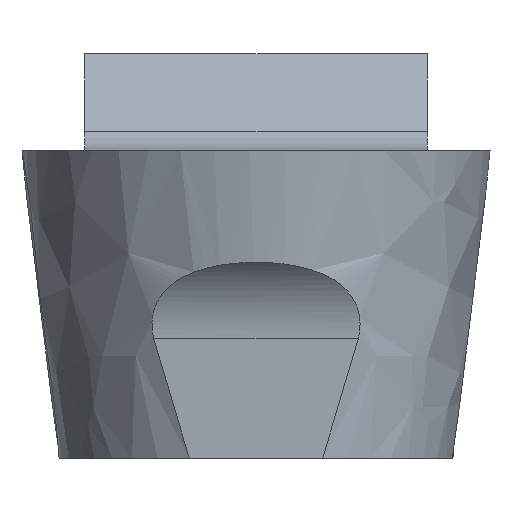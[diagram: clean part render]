
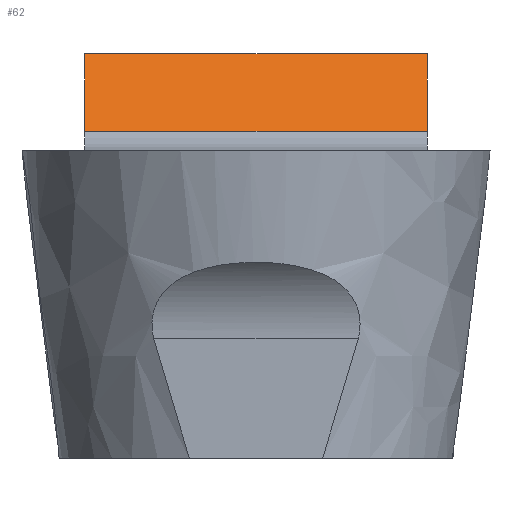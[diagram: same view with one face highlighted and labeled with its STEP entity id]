
A CAD part, front view. The second image highlights one B-rep face of the part: STEP entity #62.
In plain terms, the highlighted planar face has unit normal (0, -0.707, 0.707).
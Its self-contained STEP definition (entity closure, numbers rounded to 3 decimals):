
#62=ADVANCED_FACE('',(#108),#88,.F.);
#88=PLANE('',#599);
#108=FACE_OUTER_BOUND('',#136,.T.);
#136=EDGE_LOOP('',(#323,#324,#325,#326));
#171=LINE('',#1039,#219);
#181=LINE('',#1074,#229);
#185=LINE('',#1095,#233);
#192=LINE('',#1116,#240);
#219=VECTOR('',#640,1.);
#229=VECTOR('',#656,1.);
#233=VECTOR('',#664,1.);
#240=VECTOR('',#675,1.);
#323=ORIENTED_EDGE('',*,*,#492,.T.);
#324=ORIENTED_EDGE('',*,*,#520,.T.);
#325=ORIENTED_EDGE('',*,*,#505,.T.);
#326=ORIENTED_EDGE('',*,*,#511,.T.);
#435=VERTEX_POINT('',#1038);
#436=VERTEX_POINT('',#1040);
#447=VERTEX_POINT('',#1073);
#448=VERTEX_POINT('',#1075);
#492=EDGE_CURVE('',#436,#435,#171,.T.);
#505=EDGE_CURVE('',#448,#447,#181,.T.);
#511=EDGE_CURVE('',#447,#436,#185,.T.);
#520=EDGE_CURVE('',#435,#448,#192,.T.);
#599=AXIS2_PLACEMENT_3D('',#1117,#676,#677);
#640=DIRECTION('',(0.,-0.707,-0.707));
#656=DIRECTION('',(0.,0.707,0.707));
#664=DIRECTION('',(-1.,0.,0.));
#675=DIRECTION('',(1.,0.,0.));
#676=DIRECTION('',(0.,0.707,-0.707));
#677=DIRECTION('',(0.,0.707,0.707));
#1038=CARTESIAN_POINT('',(-2.6,6.521,0.293));
#1039=CARTESIAN_POINT('',(-2.6,16.175,9.947));
#1040=CARTESIAN_POINT('',(-2.6,7.7,1.472));
#1073=CARTESIAN_POINT('',(2.6,7.7,1.472));
#1074=CARTESIAN_POINT('',(2.6,13.103,6.875));
#1075=CARTESIAN_POINT('',(2.6,6.521,0.293));
#1095=CARTESIAN_POINT('',(2.6,7.7,1.472));
#1116=CARTESIAN_POINT('',(10.,6.521,0.293));
#1117=CARTESIAN_POINT('',(10.,11.7,5.472));
